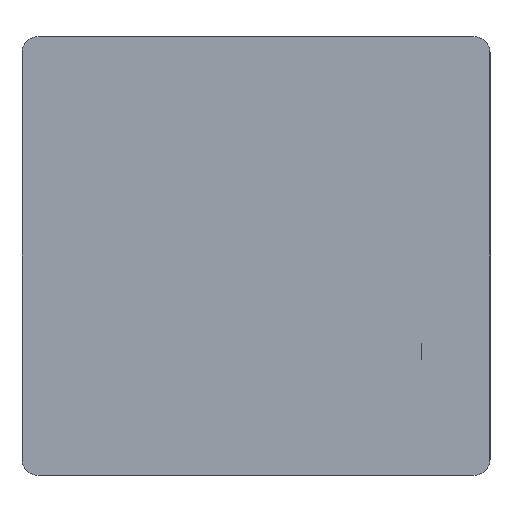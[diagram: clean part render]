
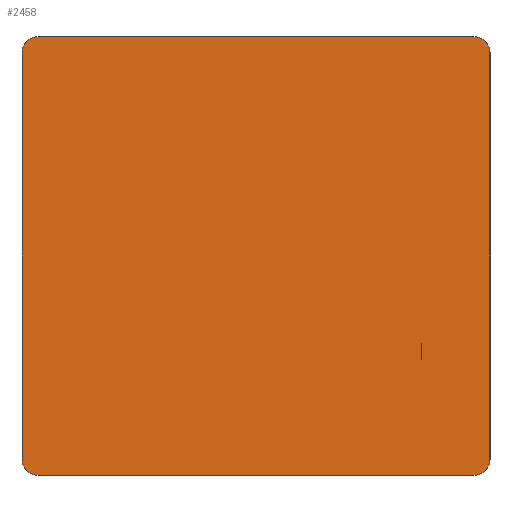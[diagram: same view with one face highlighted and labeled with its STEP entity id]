
A CAD part, left-side view. The second image highlights one B-rep face of the part: STEP entity #2458.
In plain terms, the highlighted planar face has unit normal (-1, 0, 0).
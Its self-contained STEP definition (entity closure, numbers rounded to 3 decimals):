
#44 = PLANE('',#45);
#45 = AXIS2_PLACEMENT_3D('',#46,#47,#48);
#46 = CARTESIAN_POINT('',(20.4,-4.67,0.));
#47 = DIRECTION('',(0.,0.,1.));
#48 = DIRECTION('',(1.,0.,0.));
#73 = CYLINDRICAL_SURFACE('',#74,0.5);
#74 = AXIS2_PLACEMENT_3D('',#75,#76,#77);
#75 = CARTESIAN_POINT('',(-1.3,-11.37,0.5));
#76 = DIRECTION('',(1.,0.,0.));
#77 = DIRECTION('',(0.,0.,-1.));
#101 = PLANE('',#102);
#102 = AXIS2_PLACEMENT_3D('',#103,#104,#105);
#103 = CARTESIAN_POINT('',(-1.3,-11.87,0.));
#104 = DIRECTION('',(0.,1.,0.));
#105 = DIRECTION('',(1.,0.,0.));
#134 = CYLINDRICAL_SURFACE('',#135,0.5);
#135 = AXIS2_PLACEMENT_3D('',#136,#137,#138);
#136 = CARTESIAN_POINT('',(-1.3,-11.37,13.));
#137 = DIRECTION('',(1.,0.,0.));
#138 = DIRECTION('',(0.,0.,1.));
#162 = PLANE('',#163);
#163 = AXIS2_PLACEMENT_3D('',#164,#165,#166);
#164 = CARTESIAN_POINT('',(20.4,-4.67,13.5));
#165 = DIRECTION('',(0.,0.,1.));
#166 = DIRECTION('',(1.,0.,0.));
#195 = CYLINDRICAL_SURFACE('',#196,0.5);
#196 = AXIS2_PLACEMENT_3D('',#197,#198,#199);
#197 = CARTESIAN_POINT('',(42.1,2.03,13.));
#198 = DIRECTION('',(-1.,0.,0.));
#199 = DIRECTION('',(0.,1.,0.));
#223 = PLANE('',#224);
#224 = AXIS2_PLACEMENT_3D('',#225,#226,#227);
#225 = CARTESIAN_POINT('',(42.1,2.53,0.));
#226 = DIRECTION('',(0.,-1.,0.));
#227 = DIRECTION('',(-1.,0.,0.));
#250 = CYLINDRICAL_SURFACE('',#251,0.5);
#251 = AXIS2_PLACEMENT_3D('',#252,#253,#254);
#252 = CARTESIAN_POINT('',(42.1,2.03,0.5));
#253 = DIRECTION('',(-1.,0.,0.));
#254 = DIRECTION('',(0.,1.,0.));
#267 = VERTEX_POINT('',#268);
#268 = CARTESIAN_POINT('',(-1.3,2.03,0.));
#289 = EDGE_CURVE('',#267,#290,#292,.T.);
#290 = VERTEX_POINT('',#291);
#291 = CARTESIAN_POINT('',(-1.3,-11.37,0.));
#292 = SURFACE_CURVE('',#293,(#297,#304),.PCURVE_S1.);
#293 = LINE('',#294,#295);
#294 = CARTESIAN_POINT('',(-1.3,2.53,0.));
#295 = VECTOR('',#296,1.);
#296 = DIRECTION('',(0.,-1.,0.));
#297 = PCURVE('',#44,#298);
#298 = DEFINITIONAL_REPRESENTATION('',(#299),#303);
#299 = LINE('',#300,#301);
#300 = CARTESIAN_POINT('',(-21.7,7.2));
#301 = VECTOR('',#302,1.);
#302 = DIRECTION('',(0.,-1.));
#303 = ( GEOMETRIC_REPRESENTATION_CONTEXT(2)
PARAMETRIC_REPRESENTATION_CONTEXT() REPRESENTATION_CONTEXT('2D SPACE',''
) );
#304 = PCURVE('',#305,#310);
#305 = PLANE('',#306);
#306 = AXIS2_PLACEMENT_3D('',#307,#308,#309);
#307 = CARTESIAN_POINT('',(-1.3,2.53,0.));
#308 = DIRECTION('',(1.,0.,0.));
#309 = DIRECTION('',(0.,-1.,0.));
#310 = DEFINITIONAL_REPRESENTATION('',(#311),#315);
#311 = LINE('',#312,#313);
#312 = CARTESIAN_POINT('',(0.,0.));
#313 = VECTOR('',#314,1.);
#314 = DIRECTION('',(1.,0.));
#315 = ( GEOMETRIC_REPRESENTATION_CONTEXT(2)
PARAMETRIC_REPRESENTATION_CONTEXT() REPRESENTATION_CONTEXT('2D SPACE',''
) );
#341 = EDGE_CURVE('',#290,#342,#344,.T.);
#342 = VERTEX_POINT('',#343);
#343 = CARTESIAN_POINT('',(-1.3,-11.87,0.5));
#344 = SURFACE_CURVE('',#345,(#350,#357),.PCURVE_S1.);
#345 = CIRCLE('',#346,0.5);
#346 = AXIS2_PLACEMENT_3D('',#347,#348,#349);
#347 = CARTESIAN_POINT('',(-1.3,-11.37,0.5));
#348 = DIRECTION('',(-1.,0.,0.));
#349 = DIRECTION('',(0.,0.,1.));
#350 = PCURVE('',#73,#351);
#351 = DEFINITIONAL_REPRESENTATION('',(#352),#356);
#352 = LINE('',#353,#354);
#353 = CARTESIAN_POINT('',(3.142,-0.));
#354 = VECTOR('',#355,1.);
#355 = DIRECTION('',(-1.,0.));
#356 = ( GEOMETRIC_REPRESENTATION_CONTEXT(2)
PARAMETRIC_REPRESENTATION_CONTEXT() REPRESENTATION_CONTEXT('2D SPACE',''
) );
#357 = PCURVE('',#305,#358);
#358 = DEFINITIONAL_REPRESENTATION('',(#359),#367);
#359 = ( BOUNDED_CURVE() B_SPLINE_CURVE(2,(#360,#361,#362,#363,#364,#365
,#366),.UNSPECIFIED.,.T.,.F.) B_SPLINE_CURVE_WITH_KNOTS((1,2,2,2,2,1),(
-2.094,0.,2.094,4.189,6.283,
8.378),.UNSPECIFIED.) CURVE() GEOMETRIC_REPRESENTATION_ITEM()
RATIONAL_B_SPLINE_CURVE((1.,0.5,1.,0.5,1.,0.5,1.)) REPRESENTATION_ITEM(
'') );
#360 = CARTESIAN_POINT('',(13.9,-1.));
#361 = CARTESIAN_POINT('',(13.034,-1.));
#362 = CARTESIAN_POINT('',(13.467,-0.25));
#363 = CARTESIAN_POINT('',(13.9,0.5));
#364 = CARTESIAN_POINT('',(14.333,-0.25));
#365 = CARTESIAN_POINT('',(14.766,-1.));
#366 = CARTESIAN_POINT('',(13.9,-1.));
#367 = ( GEOMETRIC_REPRESENTATION_CONTEXT(2)
PARAMETRIC_REPRESENTATION_CONTEXT() REPRESENTATION_CONTEXT('2D SPACE',''
) );
#397 = EDGE_CURVE('',#398,#267,#400,.T.);
#398 = VERTEX_POINT('',#399);
#399 = CARTESIAN_POINT('',(-1.3,2.53,0.5));
#400 = SURFACE_CURVE('',#401,(#406,#413),.PCURVE_S1.);
#401 = CIRCLE('',#402,0.5);
#402 = AXIS2_PLACEMENT_3D('',#403,#404,#405);
#403 = CARTESIAN_POINT('',(-1.3,2.03,0.5));
#404 = DIRECTION('',(-1.,0.,0.));
#405 = DIRECTION('',(0.,0.,-1.));
#406 = PCURVE('',#250,#407);
#407 = DEFINITIONAL_REPRESENTATION('',(#408),#412);
#408 = LINE('',#409,#410);
#409 = CARTESIAN_POINT('',(-4.712,43.4));
#410 = VECTOR('',#411,1.);
#411 = DIRECTION('',(1.,0.));
#412 = ( GEOMETRIC_REPRESENTATION_CONTEXT(2)
PARAMETRIC_REPRESENTATION_CONTEXT() REPRESENTATION_CONTEXT('2D SPACE',''
) );
#413 = PCURVE('',#305,#414);
#414 = DEFINITIONAL_REPRESENTATION('',(#415),#423);
#415 = ( BOUNDED_CURVE() B_SPLINE_CURVE(2,(#416,#417,#418,#419,#420,#421
,#422),.UNSPECIFIED.,.T.,.F.) B_SPLINE_CURVE_WITH_KNOTS((1,2,2,2,2,1),(
-2.094,0.,2.094,4.189,6.283,
8.378),.UNSPECIFIED.) CURVE() GEOMETRIC_REPRESENTATION_ITEM()
RATIONAL_B_SPLINE_CURVE((1.,0.5,1.,0.5,1.,0.5,1.)) REPRESENTATION_ITEM(
'') );
#416 = CARTESIAN_POINT('',(0.5,0.));
#417 = CARTESIAN_POINT('',(1.366,0.));
#418 = CARTESIAN_POINT('',(0.933,-0.75));
#419 = CARTESIAN_POINT('',(0.5,-1.5));
#420 = CARTESIAN_POINT('',(0.067,-0.75));
#421 = CARTESIAN_POINT('',(-0.366,0.));
#422 = CARTESIAN_POINT('',(0.5,0.));
#423 = ( GEOMETRIC_REPRESENTATION_CONTEXT(2)
PARAMETRIC_REPRESENTATION_CONTEXT() REPRESENTATION_CONTEXT('2D SPACE',''
) );
#449 = EDGE_CURVE('',#342,#450,#452,.T.);
#450 = VERTEX_POINT('',#451);
#451 = CARTESIAN_POINT('',(-1.3,-11.87,13.));
#452 = SURFACE_CURVE('',#453,(#457,#464),.PCURVE_S1.);
#453 = LINE('',#454,#455);
#454 = CARTESIAN_POINT('',(-1.3,-11.87,0.));
#455 = VECTOR('',#456,1.);
#456 = DIRECTION('',(0.,0.,1.));
#457 = PCURVE('',#101,#458);
#458 = DEFINITIONAL_REPRESENTATION('',(#459),#463);
#459 = LINE('',#460,#461);
#460 = CARTESIAN_POINT('',(0.,0.));
#461 = VECTOR('',#462,1.);
#462 = DIRECTION('',(0.,-1.));
#463 = ( GEOMETRIC_REPRESENTATION_CONTEXT(2)
PARAMETRIC_REPRESENTATION_CONTEXT() REPRESENTATION_CONTEXT('2D SPACE',''
) );
#464 = PCURVE('',#305,#465);
#465 = DEFINITIONAL_REPRESENTATION('',(#466),#470);
#466 = LINE('',#467,#468);
#467 = CARTESIAN_POINT('',(14.4,0.));
#468 = VECTOR('',#469,1.);
#469 = DIRECTION('',(0.,-1.));
#470 = ( GEOMETRIC_REPRESENTATION_CONTEXT(2)
PARAMETRIC_REPRESENTATION_CONTEXT() REPRESENTATION_CONTEXT('2D SPACE',''
) );
#2288 = VERTEX_POINT('',#2289);
#2289 = CARTESIAN_POINT('',(-1.3,2.53,13.));
#2310 = EDGE_CURVE('',#398,#2288,#2311,.T.);
#2311 = SURFACE_CURVE('',#2312,(#2316,#2323),.PCURVE_S1.);
#2312 = LINE('',#2313,#2314);
#2313 = CARTESIAN_POINT('',(-1.3,2.53,0.));
#2314 = VECTOR('',#2315,1.);
#2315 = DIRECTION('',(0.,0.,1.));
#2316 = PCURVE('',#223,#2317);
#2317 = DEFINITIONAL_REPRESENTATION('',(#2318),#2322);
#2318 = LINE('',#2319,#2320);
#2319 = CARTESIAN_POINT('',(43.4,0.));
#2320 = VECTOR('',#2321,1.);
#2321 = DIRECTION('',(0.,-1.));
#2322 = ( GEOMETRIC_REPRESENTATION_CONTEXT(2)
PARAMETRIC_REPRESENTATION_CONTEXT() REPRESENTATION_CONTEXT('2D SPACE',''
) );
#2323 = PCURVE('',#305,#2324);
#2324 = DEFINITIONAL_REPRESENTATION('',(#2325),#2329);
#2325 = LINE('',#2326,#2327);
#2326 = CARTESIAN_POINT('',(0.,0.));
#2327 = VECTOR('',#2328,1.);
#2328 = DIRECTION('',(0.,-1.));
#2329 = ( GEOMETRIC_REPRESENTATION_CONTEXT(2)
PARAMETRIC_REPRESENTATION_CONTEXT() REPRESENTATION_CONTEXT('2D SPACE',''
) );
#2335 = EDGE_CURVE('',#2336,#450,#2338,.T.);
#2336 = VERTEX_POINT('',#2337);
#2337 = CARTESIAN_POINT('',(-1.3,-11.37,13.5));
#2338 = SURFACE_CURVE('',#2339,(#2344,#2351),.PCURVE_S1.);
#2339 = CIRCLE('',#2340,0.5);
#2340 = AXIS2_PLACEMENT_3D('',#2341,#2342,#2343);
#2341 = CARTESIAN_POINT('',(-1.3,-11.37,13.));
#2342 = DIRECTION('',(1.,0.,-0.));
#2343 = DIRECTION('',(0.,0.,1.));
#2344 = PCURVE('',#134,#2345);
#2345 = DEFINITIONAL_REPRESENTATION('',(#2346),#2350);
#2346 = LINE('',#2347,#2348);
#2347 = CARTESIAN_POINT('',(0.,0.));
#2348 = VECTOR('',#2349,1.);
#2349 = DIRECTION('',(1.,0.));
#2350 = ( GEOMETRIC_REPRESENTATION_CONTEXT(2)
PARAMETRIC_REPRESENTATION_CONTEXT() REPRESENTATION_CONTEXT('2D SPACE',''
) );
#2351 = PCURVE('',#305,#2352);
#2352 = DEFINITIONAL_REPRESENTATION('',(#2353),#2357);
#2353 = CIRCLE('',#2354,0.5);
#2354 = AXIS2_PLACEMENT_2D('',#2355,#2356);
#2355 = CARTESIAN_POINT('',(13.9,-13.));
#2356 = DIRECTION('',(0.,-1.));
#2357 = ( GEOMETRIC_REPRESENTATION_CONTEXT(2)
PARAMETRIC_REPRESENTATION_CONTEXT() REPRESENTATION_CONTEXT('2D SPACE',''
) );
#2387 = VERTEX_POINT('',#2388);
#2388 = CARTESIAN_POINT('',(-1.3,2.03,13.5));
#2409 = EDGE_CURVE('',#2288,#2387,#2410,.T.);
#2410 = SURFACE_CURVE('',#2411,(#2416,#2423),.PCURVE_S1.);
#2411 = CIRCLE('',#2412,0.5);
#2412 = AXIS2_PLACEMENT_3D('',#2413,#2414,#2415);
#2413 = CARTESIAN_POINT('',(-1.3,2.03,13.));
#2414 = DIRECTION('',(1.,-0.,0.));
#2415 = DIRECTION('',(0.,0.,-1.));
#2416 = PCURVE('',#195,#2417);
#2417 = DEFINITIONAL_REPRESENTATION('',(#2418),#2422);
#2418 = LINE('',#2419,#2420);
#2419 = CARTESIAN_POINT('',(1.571,43.4));
#2420 = VECTOR('',#2421,1.);
#2421 = DIRECTION('',(-1.,0.));
#2422 = ( GEOMETRIC_REPRESENTATION_CONTEXT(2)
PARAMETRIC_REPRESENTATION_CONTEXT() REPRESENTATION_CONTEXT('2D SPACE',''
) );
#2423 = PCURVE('',#305,#2424);
#2424 = DEFINITIONAL_REPRESENTATION('',(#2425),#2429);
#2425 = CIRCLE('',#2426,0.5);
#2426 = AXIS2_PLACEMENT_2D('',#2427,#2428);
#2427 = CARTESIAN_POINT('',(0.5,-13.));
#2428 = DIRECTION('',(0.,1.));
#2429 = ( GEOMETRIC_REPRESENTATION_CONTEXT(2)
PARAMETRIC_REPRESENTATION_CONTEXT() REPRESENTATION_CONTEXT('2D SPACE',''
) );
#2437 = EDGE_CURVE('',#2387,#2336,#2438,.T.);
#2438 = SURFACE_CURVE('',#2439,(#2443,#2450),.PCURVE_S1.);
#2439 = LINE('',#2440,#2441);
#2440 = CARTESIAN_POINT('',(-1.3,2.53,13.5));
#2441 = VECTOR('',#2442,1.);
#2442 = DIRECTION('',(0.,-1.,0.));
#2443 = PCURVE('',#162,#2444);
#2444 = DEFINITIONAL_REPRESENTATION('',(#2445),#2449);
#2445 = LINE('',#2446,#2447);
#2446 = CARTESIAN_POINT('',(-21.7,7.2));
#2447 = VECTOR('',#2448,1.);
#2448 = DIRECTION('',(0.,-1.));
#2449 = ( GEOMETRIC_REPRESENTATION_CONTEXT(2)
PARAMETRIC_REPRESENTATION_CONTEXT() REPRESENTATION_CONTEXT('2D SPACE',''
) );
#2450 = PCURVE('',#305,#2451);
#2451 = DEFINITIONAL_REPRESENTATION('',(#2452),#2456);
#2452 = LINE('',#2453,#2454);
#2453 = CARTESIAN_POINT('',(0.,-13.5));
#2454 = VECTOR('',#2455,1.);
#2455 = DIRECTION('',(1.,0.));
#2456 = ( GEOMETRIC_REPRESENTATION_CONTEXT(2)
PARAMETRIC_REPRESENTATION_CONTEXT() REPRESENTATION_CONTEXT('2D SPACE',''
) );
#2458 = ADVANCED_FACE('',(#2459),#305,.F.);
#2459 = FACE_BOUND('',#2460,.F.);
#2460 = EDGE_LOOP('',(#2461,#2462,#2463,#2464,#2465,#2466,#2467,#2468));
#2461 = ORIENTED_EDGE('',*,*,#289,.F.);
#2462 = ORIENTED_EDGE('',*,*,#397,.F.);
#2463 = ORIENTED_EDGE('',*,*,#2310,.T.);
#2464 = ORIENTED_EDGE('',*,*,#2409,.T.);
#2465 = ORIENTED_EDGE('',*,*,#2437,.T.);
#2466 = ORIENTED_EDGE('',*,*,#2335,.T.);
#2467 = ORIENTED_EDGE('',*,*,#449,.F.);
#2468 = ORIENTED_EDGE('',*,*,#341,.F.);
